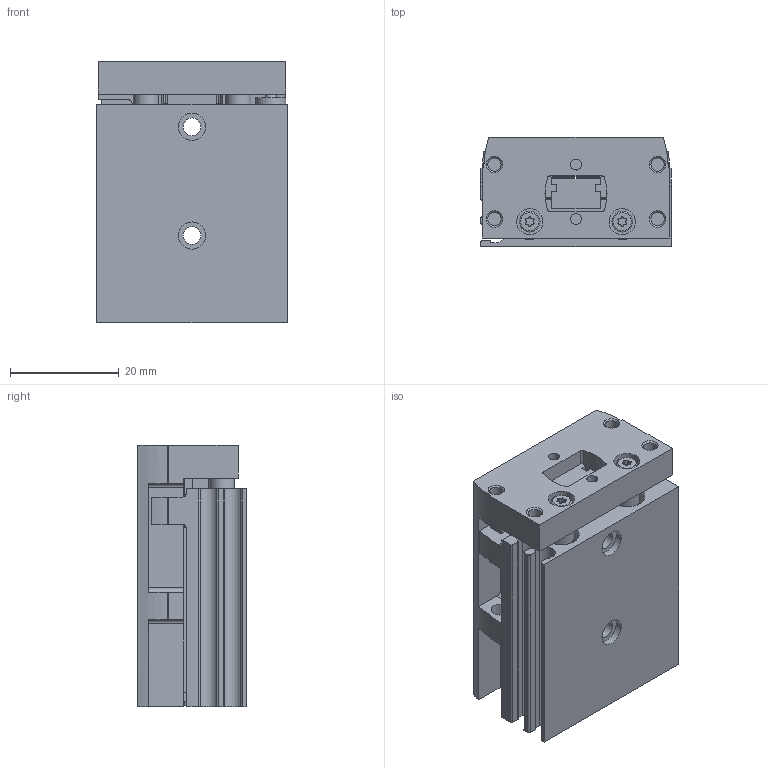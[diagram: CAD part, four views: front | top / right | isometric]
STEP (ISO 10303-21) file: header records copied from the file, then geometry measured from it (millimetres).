
FILE_DESCRIPTION(/* description */ ('STEP AP214'),/* implementation_level */ '2;1');
FILE_NAME(/* name */ '8078828_DGST-6-10-E1A',/* time_stamp */ '2024-08-16T07:51:41+02:00',/* author */ ('License CC BY-ND 4.0'),/* organization */ ('CADENAS'),/* preprocessor_version */ 'ST-DEVELOPER v19.3',/* originating_system */ 'PARTsolutions',/* authorisation */ ' ');
FILE_SCHEMA (('AUTOMOTIVE_DESIGN {1 0 10303 214 3 1 1}'));
Length unit declared in the file: millimetre
Products named in the file (3): 8078828 DGST-6-10-E1A---(0-high); 8073891 DGST-6-10---E1---(mechanical-high)h; 8073891 DGST-6-10---(mechanical-high)s
Assembly tree (2 placements, depth 2):
  8078828 DGST-6-10-E1A---(0-high)
    8073891 DGST-6-10---E1---(mechanical-high)h
    8073891 DGST-6-10---(mechanical-high)s
Bounding box: 35 x 20 x 48 mm (x, y, z)
Volume: 24856.1 mm3; surface area: 15909.7 mm2
Topology: 2 solids, 2 shells, 380 faces, 931 edges, 609 vertices
Faces by surface type: cylinder 186, plane 165, cone 20, torus 9
Full cylindrical faces by diameter (mm): 2 x2, 2.459 x10, 2.8 x1, 3 x4, 3.242 x2, 3.459 x2, 3.8 x2, 4.6 x2, 4.8 x2, 5 x4, 5.5 x5, 6 x16
Entity records: 12041 total; most frequent: DIRECTION 2011, CARTESIAN_POINT 1866, ORIENTED_EDGE 1700, EDGE_CURVE 850, AXIS2_PLACEMENT_3D 786, VERTEX_POINT 609, EDGE_LOOP 529, FACE_BOUND 529
